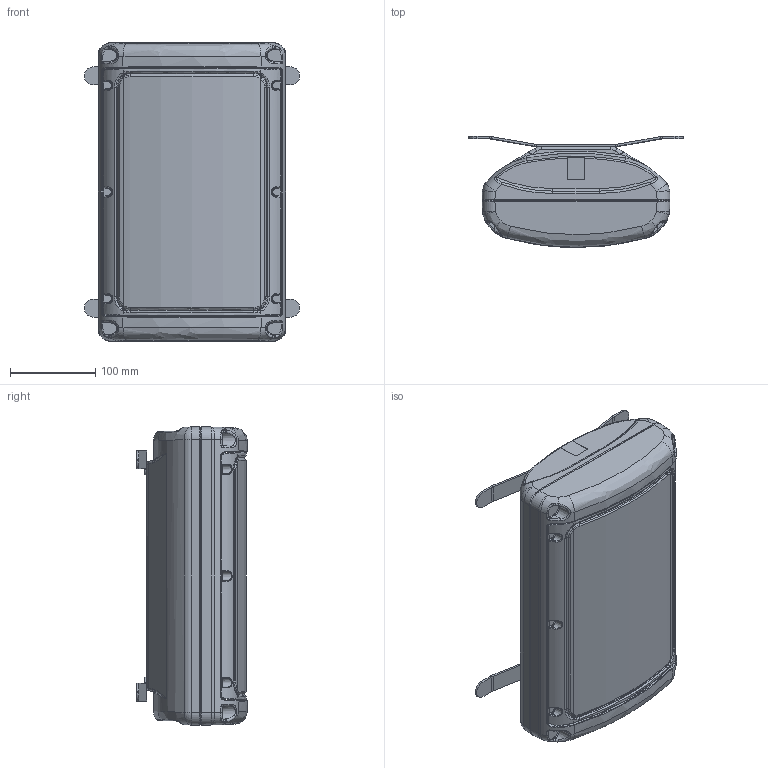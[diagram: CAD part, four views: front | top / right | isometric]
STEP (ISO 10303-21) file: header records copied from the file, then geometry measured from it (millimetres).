
FILE_DESCRIPTION((''),'2;1');
FILE_NAME('002','2020-06-22T14:26:05',('VERDEST'),(''),'CREO PARAMETRIC BY PTC INC, 2019080','CREO PARAMETRIC BY PTC INC, 2019080','');
FILE_SCHEMA(('CONFIG_CONTROL_DESIGN'));
Length unit declared in the file: inch
Products named in the file (1): 002
Bounding box: 252 x 129.75 x 349.93 mm (x, y, z)
Surface area: 262881.9 mm2 (no closed solid volume)
Topology: 0 solids, 5 shells, 488 faces, 1244 edges, 740 vertices
Faces by surface type: bspline 202, plane 131, cylinder 123, cone 12, torus 12, sphere 8
Entity records: 25409 total; most frequent: CARTESIAN_POINT 15345, ORIENTED_EDGE 2280, DIRECTION 1680, EDGE_CURVE 1244, VERTEX_POINT 740, AXIS2_PLACEMENT_3D 638, EDGE_LOOP 488, FACE_OUTER_BOUND 488
